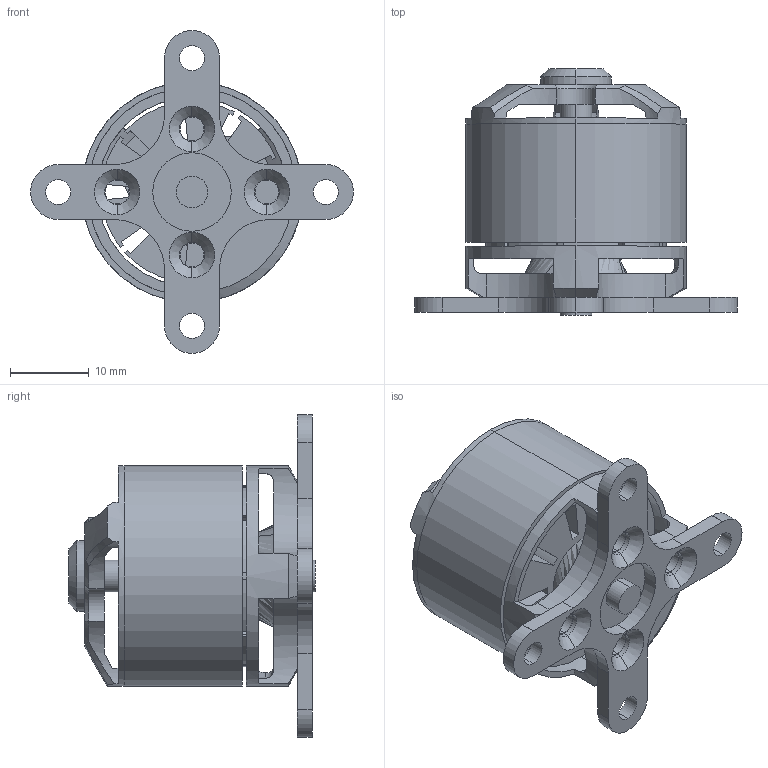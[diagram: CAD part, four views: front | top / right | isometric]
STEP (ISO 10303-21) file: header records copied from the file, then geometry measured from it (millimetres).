
FILE_DESCRIPTION (( 'STEP AP203' ), '1' );
FILE_NAME ('Propdrive 2826 V2.STEP', '2017-12-06T12:09:55', ( '' ), ( '' ), 'SwSTEP 2.0', 'SolidWorks 2015', '' );
FILE_SCHEMA (( 'CONFIG_CONTROL_DESIGN' ));
Length unit declared in the file: millimetre
Products named in the file (4): Propdrive 2826 V2 Stator; Propdrive 2826 V2; Propdrive 2826 V2 Rotor; Propdrive 2826 V2 Mount_Valor predeterminado
Assembly tree (3 placements, depth 2):
  Propdrive 2826 V2
    Propdrive 2826 V2 Stator
    Propdrive 2826 V2 Rotor
    Propdrive 2826 V2 Mount_Valor predeterminado
Bounding box: 40.99 x 31.25 x 40.97 mm (x, y, z)
Volume: 10735.3 mm3; surface area: 10837.1 mm2
Topology: 5 solids, 5 shells, 236 faces, 682 edges, 446 vertices
Faces by surface type: cylinder 121, plane 69, cone 33, bspline 8, torus 5
Entity records: 9688 total; most frequent: CARTESIAN_POINT 2825, DIRECTION 1404, ORIENTED_EDGE 1364, EDGE_CURVE 682, AXIS2_PLACEMENT_3D 557, VERTEX_POINT 446, CIRCLE 323, VECTOR 290
